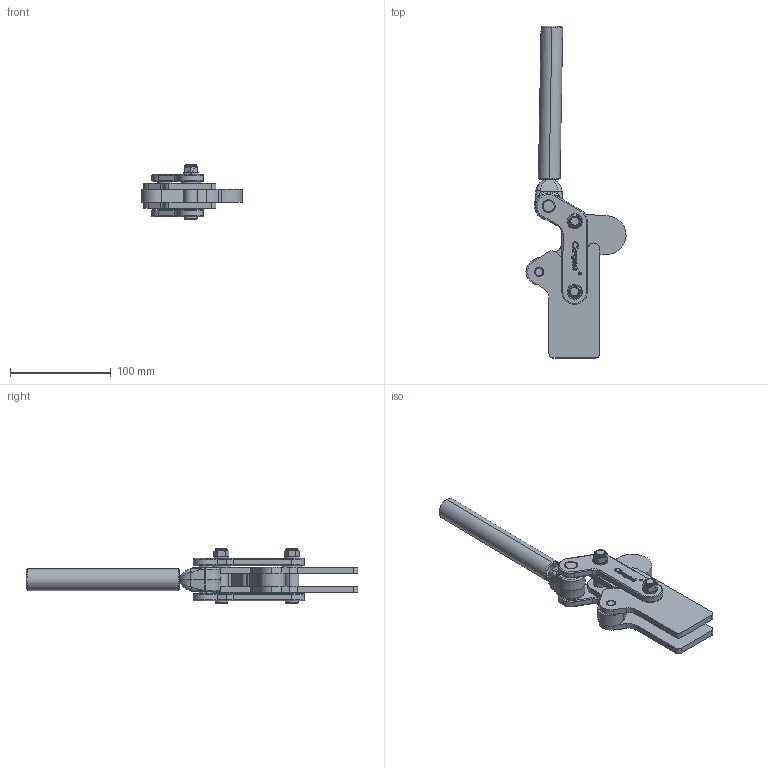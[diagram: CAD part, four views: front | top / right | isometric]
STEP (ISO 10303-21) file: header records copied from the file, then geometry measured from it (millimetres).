
FILE_DESCRIPTION (( 'STEP AP203' ), '1' );
FILE_NAME ('CH-701-D.STEP', '2017-12-08T01:14:27', ( 'Windows' ), ( 'Microsoft' ), 'SwSTEP 2.0', 'SolidWorks 2015', '' );
FILE_SCHEMA (( 'CONFIG_CONTROL_DESIGN' ));
Length unit declared in the file: millimetre
Products named in the file (13): 702-D-08; 702-D-03; 702-D-05; 702-D-09; 702-D-10; CH-701-D; 702-D-07; 702-D-06; 702-D-12; 702-D-11; 701-D-04; 701-D-01; 3-8-16 LOCK NUT
Assembly tree (22 placements, depth 2):
  CH-701-D
    701-D-01  x2
    702-D-08  x2
    702-D-05
    702-D-10  x2
    702-D-07
    702-D-06  x2
    702-D-12  x2
    702-D-11  x4
    701-D-04
    3-8-16 LOCK NUT  x2
    702-D-03  x2
    702-D-09
Bounding box: 99.45 x 329.92 x 54.6 mm (x, y, z)
Volume: 218360.8 mm3; surface area: 98863.6 mm2
Topology: 24 solids, 24 shells, 2308 faces, 6513 edges, 4296 vertices
Faces by surface type: plane 1370, cylinder 601, bspline 205, cone 86, torus 42, sphere 4
Entity records: 63101 total; most frequent: CARTESIAN_POINT 20903, ORIENTED_EDGE 8964, DIRECTION 7813, EDGE_CURVE 4482, LINE 2993, VECTOR 2993, VERTEX_POINT 2949, AXIS2_PLACEMENT_3D 2410
